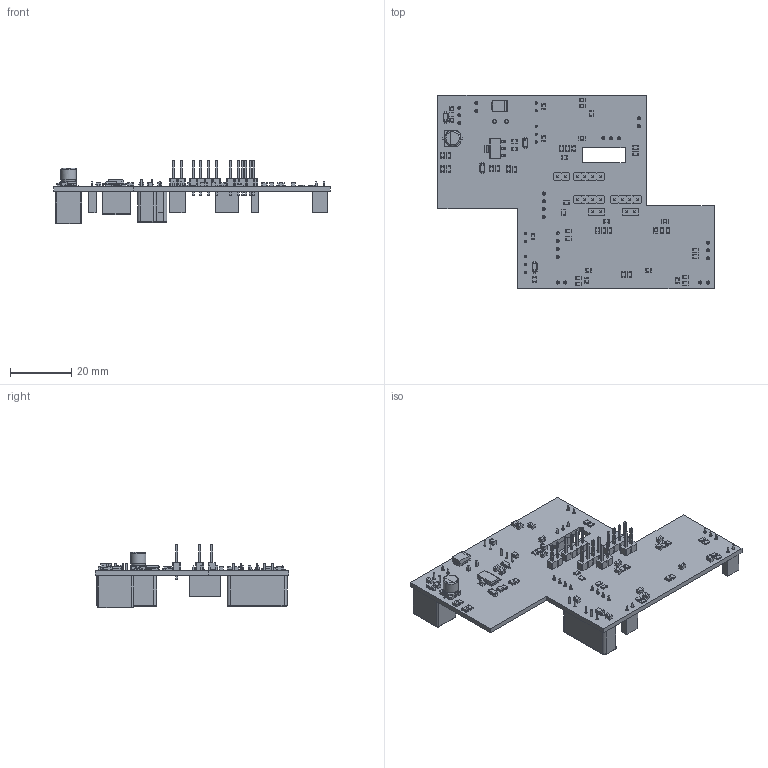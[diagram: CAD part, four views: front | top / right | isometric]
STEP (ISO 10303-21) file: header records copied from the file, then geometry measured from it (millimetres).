
FILE_DESCRIPTION(('KiCad electronic assembly'),'2;1');
FILE_NAME('Measurment.step','2020-10-07T19:17:32',('An Author'),( 'A Company'),'Open CASCADE STEP processor 6.9', 'KiCad to STEP converter','Unknown');
FILE_SCHEMA(('AUTOMOTIVE_DESIGN { 1 0 10303 214 1 1 1 1 }'));
Length unit declared in the file: millimetre
Products named in the file (32): Open CASCADE STEP translator 6.9 1; D_SOD-123; SOLID; CP_Elec_5x5.9; C_0805_2012Metric; PinHeader_1x02_P2.54mm_Vertical; PinHeader_1x04_P2.54mm_Vertical; PinSocket_1x04_P2.54mm_Vertical; PinSocket_1x02_P2.54mm_Vertical; PinSocket_1x03_P2.54mm_Vertical; PhoenixContact_MC_1,5_2-G-3.81_1x02_P3.81mm_Horizontal; LED_0805_2012Metric; R_0805_2012Metric; Converter_DCDC_muRata_NMAxxxxSC_THT; Converter_DCDC_RECOM_R-78E-0.5_THT; D_SMB; SOT-223; COMPOUND
Assembly tree (91 placements, depth 3):
  Open CASCADE STEP translator 6.9 1
    D_SOD-123  x4
      SOLID
    CP_Elec_5x5.9
      SOLID
    C_0805_2012Metric  x22
      SOLID
    PinHeader_1x02_P2.54mm_Vertical  x3
      SOLID
    PinHeader_1x04_P2.54mm_Vertical  x3
      SOLID
    PinSocket_1x04_P2.54mm_Vertical  x2
      SOLID
    PinSocket_1x02_P2.54mm_Vertical  x4
      SOLID
    PinSocket_1x03_P2.54mm_Vertical  x2
      SOLID
    PhoenixContact_MC_1,5_2-G-3.81_1x02_P3.81mm_Horizontal
      SOLID
    LED_0805_2012Metric  x5
      SOLID
    R_0805_2012Metric  x23
      SOLID
    Converter_DCDC_muRata_NMAxxxxSC_THT  x2
      SOLID
    Converter_DCDC_RECOM_R-78E-0.5_THT
      SOLID
    D_SMB
      SOLID
    SOT-223
      SOLID
    COMPOUND
Bounding box: 90 x 63 x 20.74 mm (x, y, z)
Volume: 11904.1 mm3; surface area: 15594.3 mm2
Topology: 76 solids, 76 shells, 3348 faces, 8452 edges, 5432 vertices
Faces by surface type: plane 2542, cylinder 644, bspline 132, torus 29, revolution 1
Full cylindrical faces by diameter (mm): 0.5 x13, 0.7 x10, 1 x43, 1.2 x2, 5 x2
Entity records: 70148 total; most frequent: CARTESIAN_POINT 12028, DIRECTION 9502, LINE 6689, VECTOR 6689, ORIENTED_EDGE 4998, PCURVE 4998, DEFINITIONAL_REPRESENTATION 4998, EDGE_CURVE 2499
